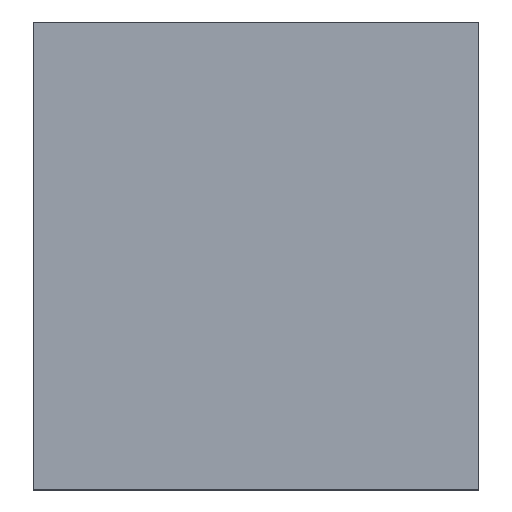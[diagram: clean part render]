
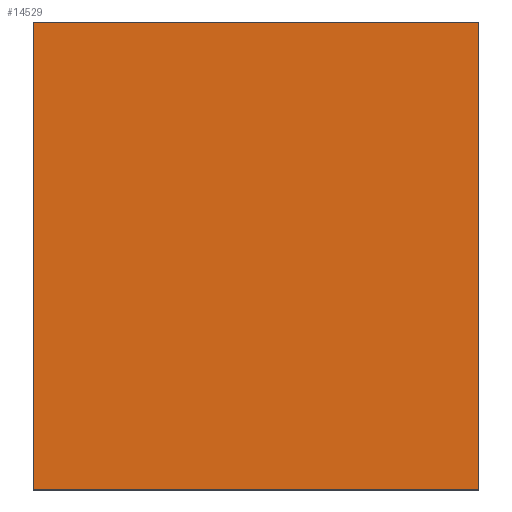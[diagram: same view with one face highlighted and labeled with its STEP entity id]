
A CAD part, front view. The second image highlights one B-rep face of the part: STEP entity #14529.
In plain terms, the highlighted planar face has unit normal (0, -1, 0).
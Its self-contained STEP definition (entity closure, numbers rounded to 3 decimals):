
#121=PLANE('',#16222);
#751=LINE('',#24575,#1759);
#753=LINE('',#24578,#1761);
#755=LINE('',#24581,#1763);
#779=LINE('',#24617,#1787);
#1759=VECTOR('',#19409,10.);
#1761=VECTOR('',#19413,10.);
#1763=VECTOR('',#19417,10.);
#1787=VECTOR('',#19465,10.);
#3395=FACE_OUTER_BOUND('',#4449,.T.);
#4449=EDGE_LOOP('',(#11725,#11726,#11727,#11728));
#6585=VERTEX_POINT('',#24019);
#6588=VERTEX_POINT('',#24026);
#6624=VERTEX_POINT('',#24128);
#6627=VERTEX_POINT('',#24135);
#8240=EDGE_CURVE('',#6624,#6627,#751,.T.);
#8242=EDGE_CURVE('',#6627,#6588,#753,.T.);
#8244=EDGE_CURVE('',#6585,#6624,#755,.T.);
#8268=EDGE_CURVE('',#6588,#6585,#779,.T.);
#11725=ORIENTED_EDGE('',*,*,#8240,.F.);
#11726=ORIENTED_EDGE('',*,*,#8244,.F.);
#11727=ORIENTED_EDGE('',*,*,#8268,.F.);
#11728=ORIENTED_EDGE('',*,*,#8242,.F.);
#14529=ADVANCED_FACE('',(#3395),#121,.T.);
#16222=AXIS2_PLACEMENT_3D('',#25208,#20099,#20100);
#19409=DIRECTION('',(0.,0.,1.));
#19413=DIRECTION('',(1.,0.,0.));
#19417=DIRECTION('',(-1.,0.,0.));
#19465=DIRECTION('',(0.,0.,-1.));
#20099=DIRECTION('center_axis',(0.,-1.,0.));
#20100=DIRECTION('ref_axis',(0.,0.,-1.));
#24019=CARTESIAN_POINT('',(34.9,-2.,-201.9));
#24026=CARTESIAN_POINT('',(34.9,-2.,9.9));
#24128=CARTESIAN_POINT('',(-166.9,-2.,-201.9));
#24135=CARTESIAN_POINT('',(-166.9,-2.,9.9));
#24575=CARTESIAN_POINT('',(-166.9,-2.,-149.));
#24578=CARTESIAN_POINT('',(-116.5,-2.,9.9));
#24581=CARTESIAN_POINT('',(-15.5,-2.,-201.9));
#24617=CARTESIAN_POINT('',(34.9,-2.,-43.));
#25208=CARTESIAN_POINT('Origin',(-66.,-2.,-96.));
